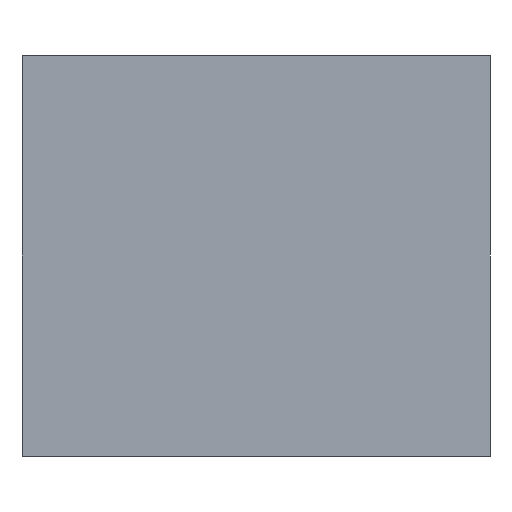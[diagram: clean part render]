
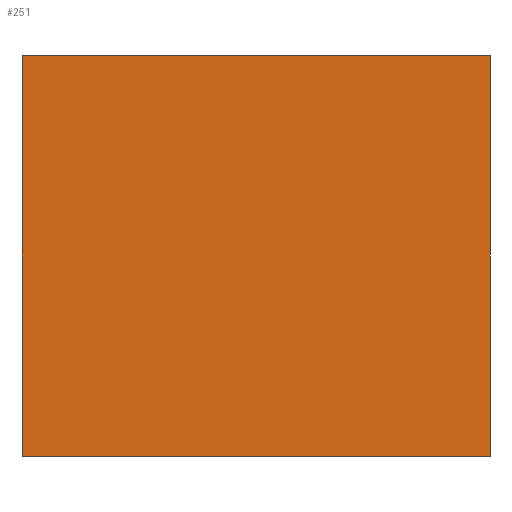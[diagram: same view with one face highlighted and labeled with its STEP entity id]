
A CAD part, front view. The second image highlights one B-rep face of the part: STEP entity #251.
In plain terms, the highlighted planar face has unit normal (0, -1, 0).
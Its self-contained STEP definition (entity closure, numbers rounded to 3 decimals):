
#18=PLANE('',#282);
#33=FACE_OUTER_BOUND('',#48,.T.);
#48=EDGE_LOOP('',(#187,#188,#189,#190));
#64=LINE('',#373,#95);
#65=LINE('',#375,#96);
#66=LINE('',#377,#97);
#67=LINE('',#378,#98);
#95=VECTOR('',#308,10.);
#96=VECTOR('',#309,10.);
#97=VECTOR('',#310,10.);
#98=VECTOR('',#311,10.);
#129=VERTEX_POINT('',#371);
#130=VERTEX_POINT('',#372);
#131=VERTEX_POINT('',#374);
#132=VERTEX_POINT('',#376);
#152=EDGE_CURVE('',#129,#130,#64,.T.);
#153=EDGE_CURVE('',#131,#129,#65,.T.);
#154=EDGE_CURVE('',#132,#131,#66,.T.);
#155=EDGE_CURVE('',#130,#132,#67,.T.);
#187=ORIENTED_EDGE('',*,*,#152,.F.);
#188=ORIENTED_EDGE('',*,*,#153,.F.);
#189=ORIENTED_EDGE('',*,*,#154,.F.);
#190=ORIENTED_EDGE('',*,*,#155,.F.);
#251=ADVANCED_FACE('',(#33),#18,.F.);
#282=AXIS2_PLACEMENT_3D('',#370,#306,#307);
#306=DIRECTION('center_axis',(0.,1.,0.));
#307=DIRECTION('ref_axis',(0.,0.,1.));
#308=DIRECTION('',(0.,0.,1.));
#309=DIRECTION('',(-1.,0.,0.));
#310=DIRECTION('',(0.,0.,-1.));
#311=DIRECTION('',(1.,0.,0.));
#370=CARTESIAN_POINT('Origin',(-4.58,-49.974,0.));
#371=CARTESIAN_POINT('',(-4.009,-49.974,0.));
#372=CARTESIAN_POINT('',(-4.009,-49.974,5.5));
#373=CARTESIAN_POINT('',(-4.009,-49.974,0.));
#374=CARTESIAN_POINT('',(2.42,-49.974,0.));
#375=CARTESIAN_POINT('',(-2.83,-49.974,0.));
#376=CARTESIAN_POINT('',(2.42,-49.974,5.5));
#377=CARTESIAN_POINT('',(2.42,-49.974,0.));
#378=CARTESIAN_POINT('',(-2.83,-49.974,5.5));
